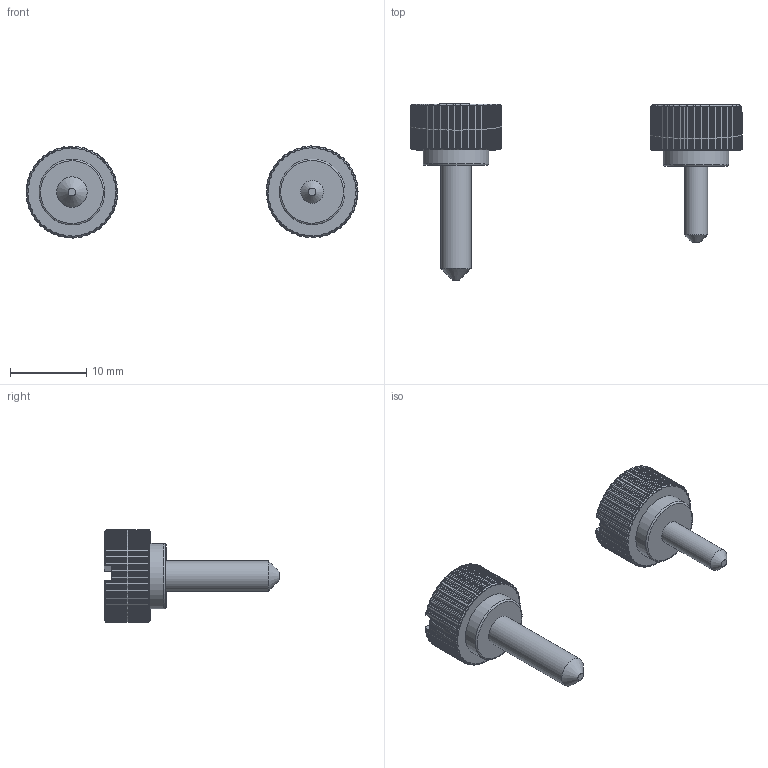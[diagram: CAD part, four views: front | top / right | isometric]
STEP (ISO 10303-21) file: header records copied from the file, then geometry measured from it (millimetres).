
FILE_DESCRIPTION(/* description */ (''),/* implementation_level */ '2;1');
FILE_NAME(/* name */ 'K-H12-M3_M.stp',/* time_stamp */ '2023-11-01T13:19:38+09:00',/* author */ ('user'),/* organization */ (''),/* preprocessor_version */ 'ST-DEVELOPER v15.6',/* originating_system */ 'Autodesk Inventor 2015',/* authorisation */ '');
FILE_SCHEMA (('AUTOMOTIVE_DESIGN { 1 0 10303 214 3 1 1 }'));
Length unit declared in the file: millimetre
Products named in the file (3): K-H12-M3; K-H12-M4; K-H12-M3_M
Bounding box: 43.4 x 23 x 12.04 mm (x, y, z)
Volume: 1763.4 mm3; surface area: 1303.9 mm2
Topology: 2 solids, 2 shells, 1416 faces, 3316 edges, 1604 vertices
Faces by surface type: cone 914, cylinder 484, plane 16, torus 2
Full cylindrical faces by diameter (mm): 3 x1, 4 x1, 8.6 x2
Entity records: 37248 total; most frequent: DIRECTION 7422, CARTESIAN_POINT 6053, ORIENTED_EDGE 6008, AXIS2_PLACEMENT_3D 3009, EDGE_CURVE 3004, VERTEX_POINT 1604, CIRCLE 1588, EDGE_LOOP 1428
